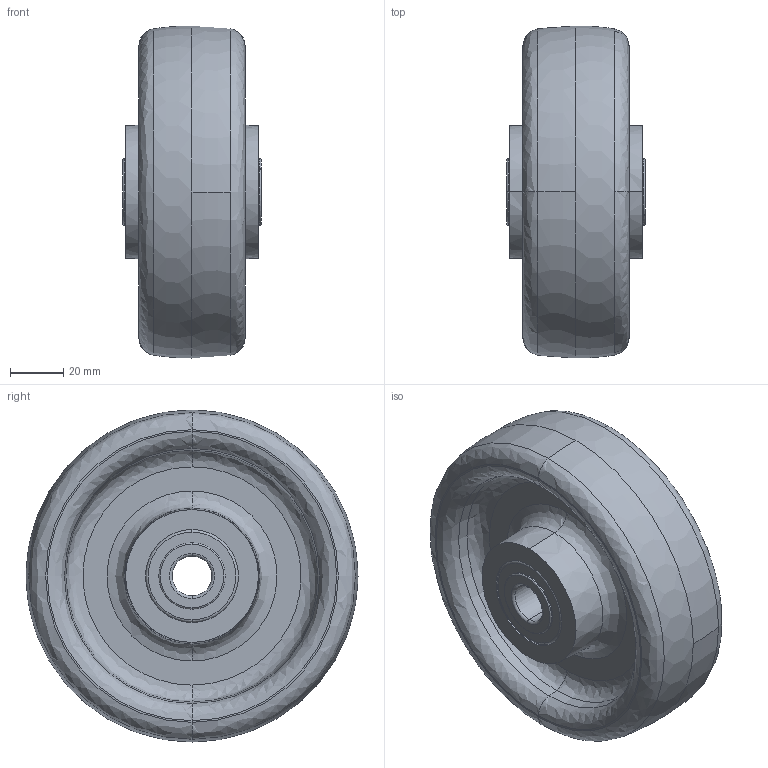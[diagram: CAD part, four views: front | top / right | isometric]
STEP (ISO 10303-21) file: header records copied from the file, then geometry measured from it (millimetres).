
FILE_DESCRIPTION (( 'STEP AP214' ), '1' );
FILE_NAME ('0014370.step', '2026-01-28T11:18:36', ( '' ), ( '' ), 'SwSTEP 2.0', 'SolidWorks 2020', '' );
FILE_SCHEMA (( 'AUTOMOTIVE_DESIGN' ));
Length unit declared in the file: millimetre
Products named in the file (1): 0014370
Bounding box: 52 x 125 x 125 mm (x, y, z)
Volume: 321194.9 mm3; surface area: 58114.8 mm2
Topology: 3 solids, 3 shells, 82 faces, 168 edges, 98 vertices
Faces by surface type: torus 24, bspline 20, cylinder 14, cone 12, plane 12
Entity records: 4280 total; most frequent: CARTESIAN_POINT 1569, DIRECTION 420, ORIENTED_EDGE 336, AXIS2_PLACEMENT_3D 197, EDGE_CURVE 168, CIRCLE 134, VERTEX_POINT 98, EDGE_LOOP 94
